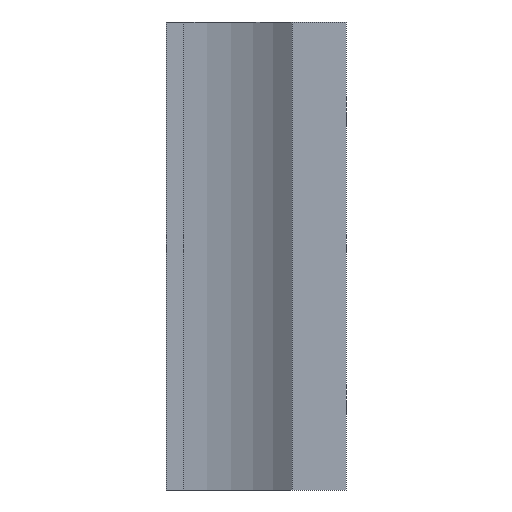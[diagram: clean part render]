
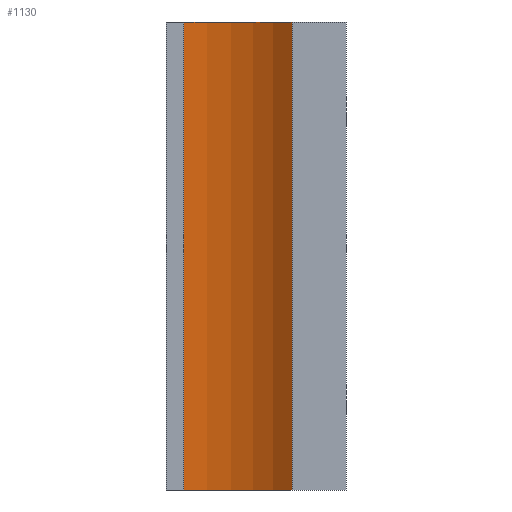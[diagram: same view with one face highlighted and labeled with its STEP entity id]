
A CAD part, left-side view. The second image highlights one B-rep face of the part: STEP entity #1130.
In plain terms, the highlighted cylindrical face has radius 17.5 mm (diameter 35 mm), a partial arc.
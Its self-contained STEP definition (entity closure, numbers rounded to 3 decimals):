
#100=CARTESIAN_POINT('',(-2.2,18.04,26.));
#110=VERTEX_POINT('',#100);
#440=CARTESIAN_POINT('',(-7.,6.,26.));
#450=VERTEX_POINT('',#440);
#480=CARTESIAN_POINT('',(-19.7,18.04,26.));
#490=DIRECTION('',(0.,0.,1.));
#500=DIRECTION('',(1.,0.,0.));
#510=AXIS2_PLACEMENT_3D('',#480,#490,#500);
#520=CIRCLE('',#510,17.5);
#530=EDGE_CURVE('',#450,#110,#520,.T.);
#640=CARTESIAN_POINT('',(-2.2,18.04,0.));
#650=DIRECTION('',(0.,0.,-1.));
#660=VECTOR('',#650,1.);
#670=LINE('',#640,#660);
#680=CARTESIAN_POINT('',(-2.2,18.04,-26.));
#690=VERTEX_POINT('',#680);
#700=EDGE_CURVE('',#110,#690,#670,.T.);
#890=CARTESIAN_POINT('',(-19.7,18.04,0.));
#900=DIRECTION('',(0.,0.,1.));
#910=DIRECTION('',(1.,0.,0.));
#920=AXIS2_PLACEMENT_3D('',#890,#900,#910);
#930=CYLINDRICAL_SURFACE('',#920,17.5);
#940=ORIENTED_EDGE('',*,*,#530,.T.);
#950=CARTESIAN_POINT('',(-7.,6.,0.));
#960=DIRECTION('',(0.,0.,1.));
#970=VECTOR('',#960,1.);
#980=LINE('',#950,#970);
#990=CARTESIAN_POINT('',(-7.,6.,-26.));
#1000=VERTEX_POINT('',#990);
#1010=EDGE_CURVE('',#1000,#450,#980,.T.);
#1020=ORIENTED_EDGE('',*,*,#1010,.T.);
#1030=CARTESIAN_POINT('',(-19.7,18.04,-26.));
#1040=DIRECTION('',(0.,0.,1.));
#1050=DIRECTION('',(1.,0.,0.));
#1060=AXIS2_PLACEMENT_3D('',#1030,#1040,#1050);
#1070=CIRCLE('',#1060,17.5);
#1080=EDGE_CURVE('',#1000,#690,#1070,.T.);
#1090=ORIENTED_EDGE('',*,*,#1080,.F.);
#1100=ORIENTED_EDGE('',*,*,#700,.T.);
#1110=EDGE_LOOP('',(#1100,#1090,#1020,#940));
#1120=FACE_OUTER_BOUND('',#1110,.T.);
#1130=ADVANCED_FACE('',(#1120),#930,.F.);
